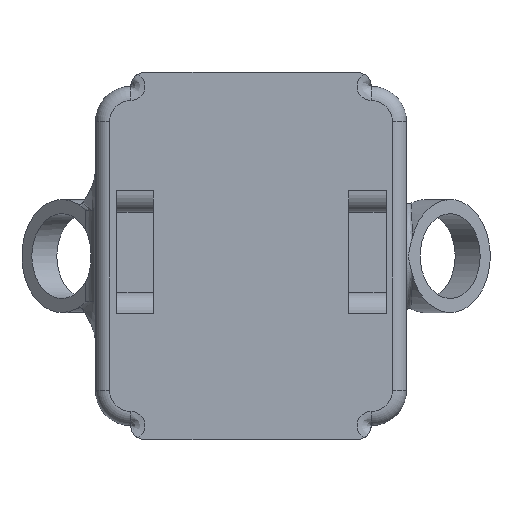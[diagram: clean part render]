
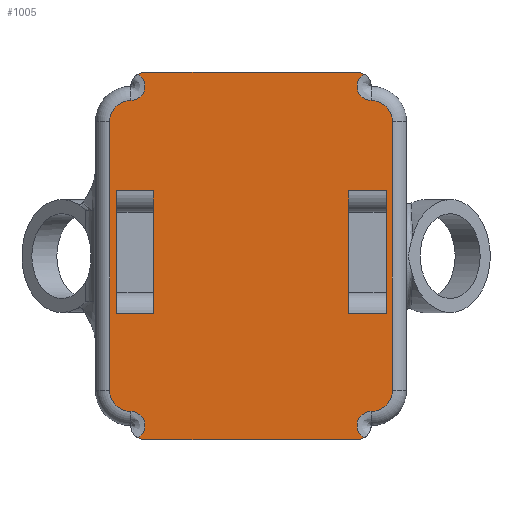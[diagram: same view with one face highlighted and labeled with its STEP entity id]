
A CAD part, top view. The second image highlights one B-rep face of the part: STEP entity #1005.
In plain terms, the highlighted planar face has unit normal (0, 0, 1).
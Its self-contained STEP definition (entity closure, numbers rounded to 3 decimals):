
#51=FACE_BOUND('',#341,.T.);
#52=FACE_BOUND('',#342,.T.);
#78=CIRCLE('',#1109,2.);
#79=CIRCLE('',#1110,3.);
#80=CIRCLE('',#1111,3.);
#81=CIRCLE('',#1112,2.);
#82=CIRCLE('',#1113,2.);
#83=CIRCLE('',#1114,2.);
#84=CIRCLE('',#1115,2.);
#85=CIRCLE('',#1116,3.);
#86=CIRCLE('',#1117,3.);
#87=CIRCLE('',#1118,2.);
#88=CIRCLE('',#1119,2.);
#89=CIRCLE('',#1120,2.);
#135=LINE('',#2156,#198);
#137=LINE('',#2169,#200);
#138=LINE('',#2177,#201);
#139=LINE('',#2185,#202);
#140=LINE('',#2193,#203);
#141=LINE('',#2197,#204);
#142=LINE('',#2199,#205);
#143=LINE('',#2201,#206);
#144=LINE('',#2202,#207);
#145=LINE('',#2204,#208);
#146=LINE('',#2206,#209);
#147=LINE('',#2207,#210);
#198=VECTOR('',#1300,10.);
#200=VECTOR('',#1312,10.);
#201=VECTOR('',#1319,10.);
#202=VECTOR('',#1326,10.);
#203=VECTOR('',#1333,10.);
#204=VECTOR('',#1336,10.);
#205=VECTOR('',#1337,10.);
#206=VECTOR('',#1338,10.);
#207=VECTOR('',#1339,10.);
#208=VECTOR('',#1340,10.);
#209=VECTOR('',#1341,10.);
#210=VECTOR('',#1342,10.);
#246=PLANE('',#1108);
#278=FACE_OUTER_BOUND('',#340,.T.);
#340=EDGE_LOOP('',(#789,#790,#791,#792,#793,#794,#795,#796,#797,#798,#799,
#800,#801,#802,#803,#804));
#341=EDGE_LOOP('',(#805,#806,#807,#808));
#342=EDGE_LOOP('',(#809,#810,#811,#812));
#468=VERTEX_POINT('',#2154);
#469=VERTEX_POINT('',#2155);
#472=VERTEX_POINT('',#2163);
#473=VERTEX_POINT('',#2164);
#474=VERTEX_POINT('',#2166);
#475=VERTEX_POINT('',#2168);
#476=VERTEX_POINT('',#2170);
#477=VERTEX_POINT('',#2172);
#478=VERTEX_POINT('',#2174);
#479=VERTEX_POINT('',#2176);
#480=VERTEX_POINT('',#2178);
#481=VERTEX_POINT('',#2180);
#482=VERTEX_POINT('',#2182);
#483=VERTEX_POINT('',#2184);
#484=VERTEX_POINT('',#2186);
#485=VERTEX_POINT('',#2188);
#486=VERTEX_POINT('',#2190);
#487=VERTEX_POINT('',#2192);
#488=VERTEX_POINT('',#2195);
#489=VERTEX_POINT('',#2196);
#490=VERTEX_POINT('',#2198);
#491=VERTEX_POINT('',#2200);
#492=VERTEX_POINT('',#2203);
#493=VERTEX_POINT('',#2205);
#586=EDGE_CURVE('',#468,#469,#135,.T.);
#590=EDGE_CURVE('',#472,#473,#78,.T.);
#591=EDGE_CURVE('',#474,#472,#79,.T.);
#592=EDGE_CURVE('',#475,#474,#137,.T.);
#593=EDGE_CURVE('',#476,#475,#80,.T.);
#594=EDGE_CURVE('',#477,#476,#81,.T.);
#595=EDGE_CURVE('',#478,#477,#82,.T.);
#596=EDGE_CURVE('',#479,#478,#138,.T.);
#597=EDGE_CURVE('',#480,#479,#83,.T.);
#598=EDGE_CURVE('',#481,#480,#84,.T.);
#599=EDGE_CURVE('',#482,#481,#85,.T.);
#600=EDGE_CURVE('',#483,#482,#139,.T.);
#601=EDGE_CURVE('',#484,#483,#86,.T.);
#602=EDGE_CURVE('',#485,#484,#87,.T.);
#603=EDGE_CURVE('',#486,#485,#88,.T.);
#604=EDGE_CURVE('',#487,#486,#140,.T.);
#605=EDGE_CURVE('',#473,#487,#89,.T.);
#606=EDGE_CURVE('',#488,#489,#141,.T.);
#607=EDGE_CURVE('',#488,#490,#142,.T.);
#608=EDGE_CURVE('',#490,#491,#143,.T.);
#609=EDGE_CURVE('',#489,#491,#144,.T.);
#610=EDGE_CURVE('',#468,#492,#145,.T.);
#611=EDGE_CURVE('',#469,#493,#146,.T.);
#612=EDGE_CURVE('',#492,#493,#147,.T.);
#789=ORIENTED_EDGE('',*,*,#590,.F.);
#790=ORIENTED_EDGE('',*,*,#591,.F.);
#791=ORIENTED_EDGE('',*,*,#592,.F.);
#792=ORIENTED_EDGE('',*,*,#593,.F.);
#793=ORIENTED_EDGE('',*,*,#594,.F.);
#794=ORIENTED_EDGE('',*,*,#595,.F.);
#795=ORIENTED_EDGE('',*,*,#596,.F.);
#796=ORIENTED_EDGE('',*,*,#597,.F.);
#797=ORIENTED_EDGE('',*,*,#598,.F.);
#798=ORIENTED_EDGE('',*,*,#599,.F.);
#799=ORIENTED_EDGE('',*,*,#600,.F.);
#800=ORIENTED_EDGE('',*,*,#601,.F.);
#801=ORIENTED_EDGE('',*,*,#602,.F.);
#802=ORIENTED_EDGE('',*,*,#603,.F.);
#803=ORIENTED_EDGE('',*,*,#604,.F.);
#804=ORIENTED_EDGE('',*,*,#605,.F.);
#805=ORIENTED_EDGE('',*,*,#606,.F.);
#806=ORIENTED_EDGE('',*,*,#607,.T.);
#807=ORIENTED_EDGE('',*,*,#608,.T.);
#808=ORIENTED_EDGE('',*,*,#609,.F.);
#809=ORIENTED_EDGE('',*,*,#610,.F.);
#810=ORIENTED_EDGE('',*,*,#586,.T.);
#811=ORIENTED_EDGE('',*,*,#611,.T.);
#812=ORIENTED_EDGE('',*,*,#612,.F.);
#1005=ADVANCED_FACE('',(#278,#51,#52),#246,.T.);
#1108=AXIS2_PLACEMENT_3D('',#2162,#1306,#1307);
#1109=AXIS2_PLACEMENT_3D('',#2165,#1308,#1309);
#1110=AXIS2_PLACEMENT_3D('',#2167,#1310,#1311);
#1111=AXIS2_PLACEMENT_3D('',#2171,#1313,#1314);
#1112=AXIS2_PLACEMENT_3D('',#2173,#1315,#1316);
#1113=AXIS2_PLACEMENT_3D('',#2175,#1317,#1318);
#1114=AXIS2_PLACEMENT_3D('',#2179,#1320,#1321);
#1115=AXIS2_PLACEMENT_3D('',#2181,#1322,#1323);
#1116=AXIS2_PLACEMENT_3D('',#2183,#1324,#1325);
#1117=AXIS2_PLACEMENT_3D('',#2187,#1327,#1328);
#1118=AXIS2_PLACEMENT_3D('',#2189,#1329,#1330);
#1119=AXIS2_PLACEMENT_3D('',#2191,#1331,#1332);
#1120=AXIS2_PLACEMENT_3D('',#2194,#1334,#1335);
#1300=DIRECTION('',(0.,-1.,0.));
#1306=DIRECTION('center_axis',(0.,0.,1.));
#1307=DIRECTION('ref_axis',(1.,0.,0.));
#1308=DIRECTION('center_axis',(0.,0.,1.));
#1309=DIRECTION('ref_axis',(0.,-1.,0.));
#1310=DIRECTION('center_axis',(0.,0.,-1.));
#1311=DIRECTION('ref_axis',(0.707,-0.707,0.));
#1312=DIRECTION('',(0.,-1.,0.));
#1313=DIRECTION('center_axis',(0.,0.,-1.));
#1314=DIRECTION('ref_axis',(0.707,0.707,0.));
#1315=DIRECTION('center_axis',(0.,0.,1.));
#1316=DIRECTION('ref_axis',(0.,1.,0.));
#1317=DIRECTION('center_axis',(0.,0.,-1.));
#1318=DIRECTION('ref_axis',(0.707,0.707,0.));
#1319=DIRECTION('',(1.,0.,0.));
#1320=DIRECTION('center_axis',(0.,0.,-1.));
#1321=DIRECTION('ref_axis',(-0.707,0.707,0.));
#1322=DIRECTION('center_axis',(0.,0.,1.));
#1323=DIRECTION('ref_axis',(0.,1.,0.));
#1324=DIRECTION('center_axis',(0.,0.,-1.));
#1325=DIRECTION('ref_axis',(-0.707,0.707,0.));
#1326=DIRECTION('',(0.,1.,0.));
#1327=DIRECTION('center_axis',(0.,0.,-1.));
#1328=DIRECTION('ref_axis',(-0.707,-0.707,0.));
#1329=DIRECTION('center_axis',(0.,0.,1.));
#1330=DIRECTION('ref_axis',(0.,-1.,0.));
#1331=DIRECTION('center_axis',(0.,0.,-1.));
#1332=DIRECTION('ref_axis',(-0.707,-0.707,0.));
#1333=DIRECTION('',(-1.,0.,0.));
#1334=DIRECTION('center_axis',(0.,0.,-1.));
#1335=DIRECTION('ref_axis',(0.707,-0.707,0.));
#1336=DIRECTION('',(1.,0.,0.));
#1337=DIRECTION('',(0.,1.,0.));
#1338=DIRECTION('',(1.,0.,0.));
#1339=DIRECTION('',(0.,1.,0.));
#1340=DIRECTION('',(-1.,0.,0.));
#1341=DIRECTION('',(-1.,0.,0.));
#1342=DIRECTION('',(0.,-1.,0.));
#2154=CARTESIAN_POINT('',(-13.8,9.2,4.));
#2155=CARTESIAN_POINT('',(-13.8,-8.2,4.));
#2156=CARTESIAN_POINT('',(-13.8,3.,4.));
#2162=CARTESIAN_POINT('Origin',(0.,0.,4.));
#2163=CARTESIAN_POINT('',(17.,-22.,4.));
#2164=CARTESIAN_POINT('',(16.,-25.732,4.));
#2165=CARTESIAN_POINT('Origin',(17.,-24.,4.));
#2166=CARTESIAN_POINT('',(20.,-19.,4.));
#2167=CARTESIAN_POINT('Origin',(17.,-19.,4.));
#2168=CARTESIAN_POINT('',(20.,19.,4.));
#2169=CARTESIAN_POINT('',(20.,-12.,4.));
#2170=CARTESIAN_POINT('',(17.,22.,4.));
#2171=CARTESIAN_POINT('Origin',(17.,19.,4.));
#2172=CARTESIAN_POINT('',(16.,25.732,4.));
#2173=CARTESIAN_POINT('Origin',(17.,24.,4.));
#2174=CARTESIAN_POINT('',(15.,26.,4.));
#2175=CARTESIAN_POINT('Origin',(15.,24.,4.));
#2176=CARTESIAN_POINT('',(-15.,26.,4.));
#2177=CARTESIAN_POINT('',(7.5,26.,4.));
#2178=CARTESIAN_POINT('',(-16.,25.732,4.));
#2179=CARTESIAN_POINT('Origin',(-15.,24.,4.));
#2180=CARTESIAN_POINT('',(-17.,22.,4.));
#2181=CARTESIAN_POINT('Origin',(-17.,24.,4.));
#2182=CARTESIAN_POINT('',(-20.,19.,4.));
#2183=CARTESIAN_POINT('Origin',(-17.,19.,4.));
#2184=CARTESIAN_POINT('',(-20.,-19.,4.));
#2185=CARTESIAN_POINT('',(-20.,12.,4.));
#2186=CARTESIAN_POINT('',(-17.,-22.,4.));
#2187=CARTESIAN_POINT('Origin',(-17.,-19.,4.));
#2188=CARTESIAN_POINT('',(-16.,-25.732,4.));
#2189=CARTESIAN_POINT('Origin',(-17.,-24.,4.));
#2190=CARTESIAN_POINT('',(-15.,-26.,4.));
#2191=CARTESIAN_POINT('Origin',(-15.,-24.,4.));
#2192=CARTESIAN_POINT('',(15.,-26.,4.));
#2193=CARTESIAN_POINT('',(-7.5,-26.,4.));
#2194=CARTESIAN_POINT('Origin',(15.,-24.,4.));
#2195=CARTESIAN_POINT('',(13.8,-8.2,4.));
#2196=CARTESIAN_POINT('',(19.2,-8.2,4.));
#2197=CARTESIAN_POINT('',(16.8,-8.2,4.));
#2198=CARTESIAN_POINT('',(13.8,9.2,4.));
#2199=CARTESIAN_POINT('',(13.8,-2.5,4.));
#2200=CARTESIAN_POINT('',(19.2,9.2,4.));
#2201=CARTESIAN_POINT('',(16.8,9.2,4.));
#2202=CARTESIAN_POINT('',(19.2,3.,4.));
#2203=CARTESIAN_POINT('',(-19.1,9.2,4.));
#2204=CARTESIAN_POINT('',(-16.8,9.2,4.));
#2205=CARTESIAN_POINT('',(-19.1,-8.2,4.));
#2206=CARTESIAN_POINT('',(-16.8,-8.2,4.));
#2207=CARTESIAN_POINT('',(-19.1,-2.5,4.));
